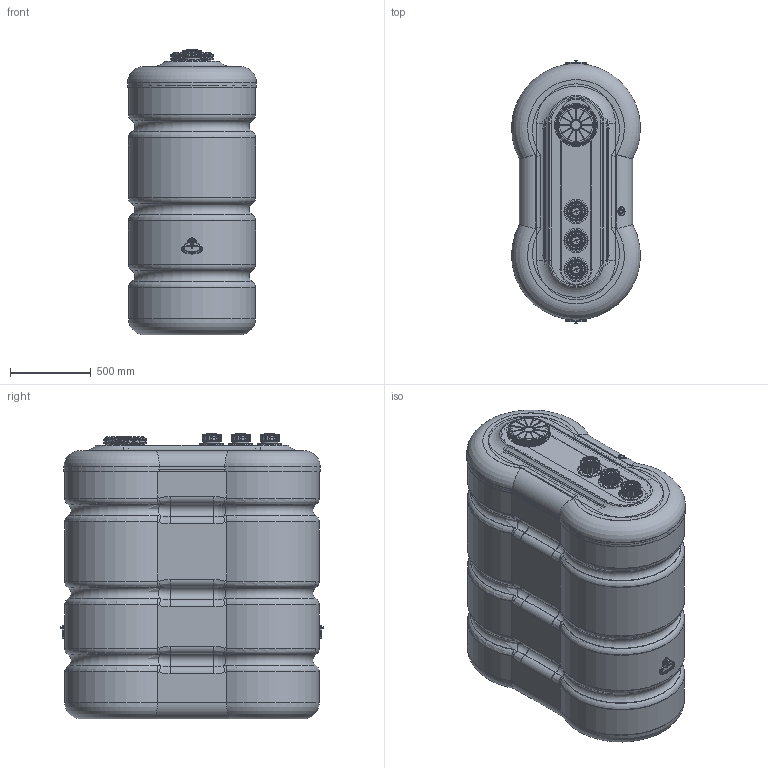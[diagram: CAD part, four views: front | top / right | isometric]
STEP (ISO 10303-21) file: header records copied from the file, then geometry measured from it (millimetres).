
FILE_DESCRIPTION(/* description */ (''),/* implementation_level */ '2;1');
FILE_NAME(/* name */ 'D621070_-Triosafe 1500.stp',/* time_stamp */ '2023-01-23T14:41:00+01:00',/* author */ ('sk'),/* organization */ (''),/* preprocessor_version */ 'ST-DEVELOPER v18.1',/* originating_system */ 'Autodesk Inventor 2022',/* authorisation */ '');
FILE_SCHEMA (('AUTOMOTIVE_DESIGN { 1 0 10303 214 3 1 1 }'));
Products named in the file (1): D621070_-Triosafe 1500
Bounding box: 799.85 x 1631.02 x 1774 mm (x, y, z)
Surface area: 35872146.7 mm2 (no closed solid volume)
Topology: 0 solids, 27 shells, 3427 faces, 8607 edges, 5227 vertices
Faces by surface type: cylinder 1000, plane 802, torus 680, bspline 654, cone 233, sphere 58
Full cylindrical faces by diameter (mm): 56 x3, 56.656 x3, 58 x3, 58.5 x3, 61 x3, 64 x3, 65 x3, 66 x3, 68 x3, 76 x3, 85 x3, 86 x3, 90 x15, 99.5 x12, 100 x3, 110 x3, 120 x3, 150 x3, 213 x1, 230 x1, 240 x4, 245 x2, 250 x2, 265.5 x1
Entity records: 149467 total; most frequent: CARTESIAN_POINT 66947, ORIENTED_EDGE 17156, DIRECTION 16236, EDGE_CURVE 8578, AXIS2_PLACEMENT_3D 6640, VERTEX_POINT 5184, CIRCLE 3720, EDGE_LOOP 3532
